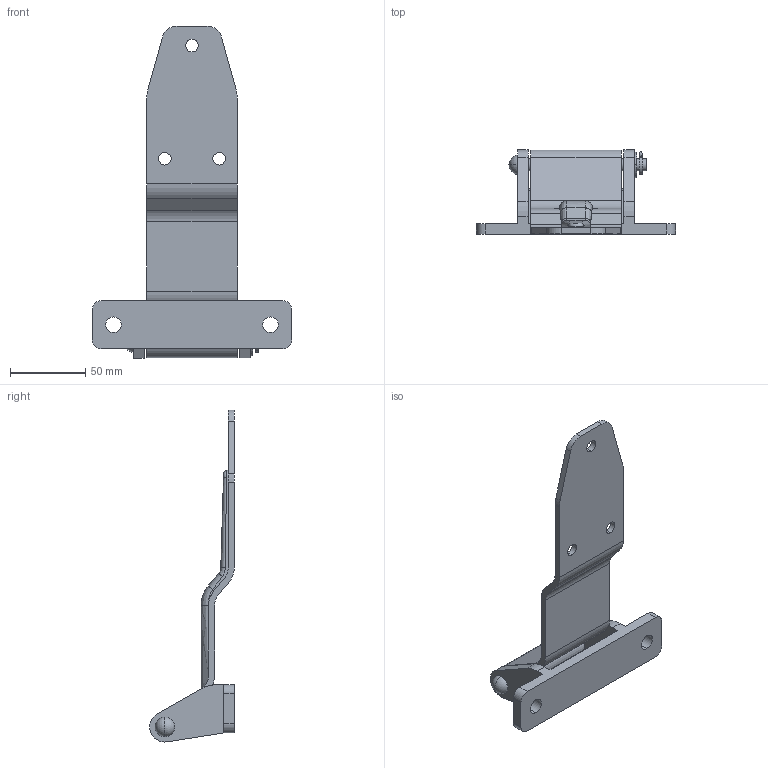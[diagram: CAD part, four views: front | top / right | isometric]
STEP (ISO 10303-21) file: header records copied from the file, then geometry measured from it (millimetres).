
FILE_DESCRIPTION (( 'STEP AP203' ), '1' );
FILE_NAME ('FB-1813-1.STEP', '2013-10-24T01:05:37', ( '' ), ( '' ), 'SwSTEP 2.0', 'SolidWorks 2012', '' );
FILE_SCHEMA (( 'CONFIG_CONTROL_DESIGN' ));
Length unit declared in the file: millimetre
Products named in the file (6): FB-1813-1軸_; FB-1813-1羽根_; FB-1813-1受座_; FB-1813-1; 妱傝僺儞丂屇傃2_L=20庢晅忬懺冇10幉; 暯儚僢僔儍乕M8傒偑偒娵_t=2.0
Assembly tree (5 placements, depth 2):
  FB-1813-1
    FB-1813-1受座_
    FB-1813-1羽根_
    FB-1813-1軸_
    暯儚僢僔儍乕M8傒偑偒娵_t=2.0
    妱傝僺儞丂屇傃2_L=20庢晅忬懺冇10幉
Bounding box: 132 x 56 x 220 mm (x, y, z)
Volume: 129140.6 mm3; surface area: 58261.9 mm2
Topology: 5 solids, 5 shells, 139 faces, 349 edges, 218 vertices
Faces by surface type: cylinder 62, plane 48, torus 16, bspline 11, sphere 2
Entity records: 5494 total; most frequent: CARTESIAN_POINT 1526, DIRECTION 720, ORIENTED_EDGE 698, EDGE_CURVE 349, AXIS2_PLACEMENT_3D 279, VERTEX_POINT 218, VECTOR 162, LINE 162
